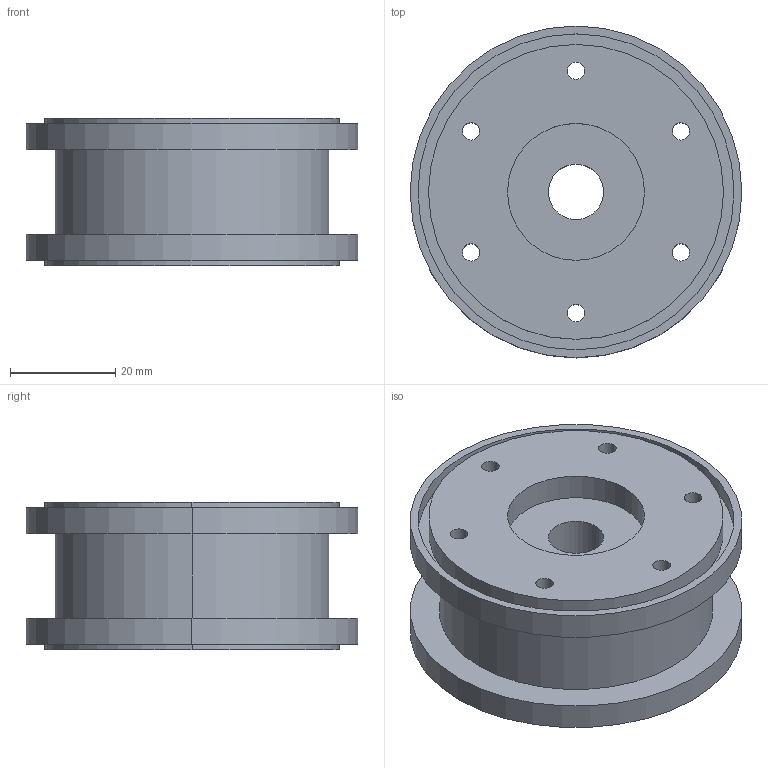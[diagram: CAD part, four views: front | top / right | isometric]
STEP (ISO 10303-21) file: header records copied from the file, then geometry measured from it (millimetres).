
FILE_DESCRIPTION (( 'STEP AP214' ), '1' );
FILE_NAME ('CHEM_USI_14_STEP.STEP', '2019-09-24T12:07:36', ( '' ), ( '' ), 'SwSTEP 2.0', 'SolidWorks 2018', '' );
FILE_SCHEMA (( 'AUTOMOTIVE_DESIGN' ));
Length unit declared in the file: millimetre
Products named in the file (1): CHEM_USI_14_STEP
Bounding box: 63 x 63 x 28 mm (x, y, z)
Volume: 58587.3 mm3; surface area: 18379.5 mm2
Topology: 1 solids, 1 shells, 49 faces, 114 edges, 76 vertices
Faces by surface type: cylinder 32, plane 17
Entity records: 1648 total; most frequent: DIRECTION 278, CARTESIAN_POINT 240, ORIENTED_EDGE 228, EDGE_CURVE 114, AXIS2_PLACEMENT_3D 114, VERTEX_POINT 76, EDGE_LOOP 72, CIRCLE 64
